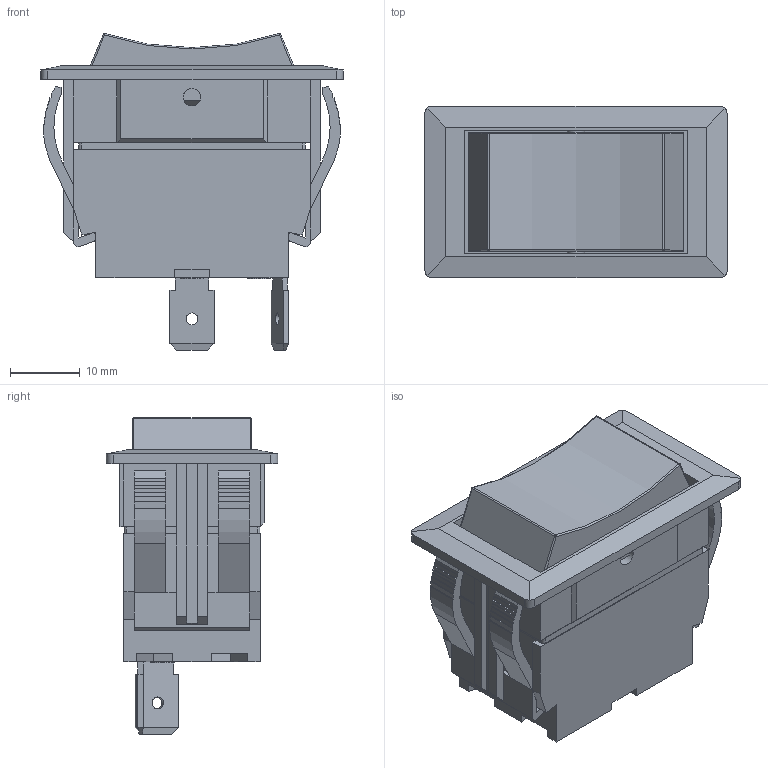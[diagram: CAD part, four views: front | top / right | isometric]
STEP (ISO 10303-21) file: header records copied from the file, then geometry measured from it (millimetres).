
FILE_DESCRIPTION((' '),'2;1');
FILE_NAME('RVW41Dxx00.stp','2017-07-27T13:27:07',(' '),(' '),' ','ACIS',' ');
FILE_SCHEMA(('CONFIG_CONTROL_DESIGN'));
Length unit declared in the file: inch
Products named in the file (1): RVW41Dxx00.stp
Bounding box: 43.2 x 24.5 x 45.3 mm (x, y, z)
Surface area: 13119.7 mm2 (no closed solid volume)
Topology: 0 solids, 1 shells, 325 faces, 892 edges, 575 vertices
Faces by surface type: plane 256, cylinder 56, sphere 8, cone 3, torus 2
Full cylindrical faces by diameter (mm): 1.7 x2, 2.5 x4, 3.3 x2, 3.5 x1, 7 x1
Entity records: 10195 total; most frequent: CARTESIAN_POINT 1774, ORIENTED_EDGE 1752, DIRECTION 1664, EDGE_CURVE 877, VECTOR 742, LINE 742, VERTEX_POINT 571, AXIS2_PLACEMENT_3D 461
